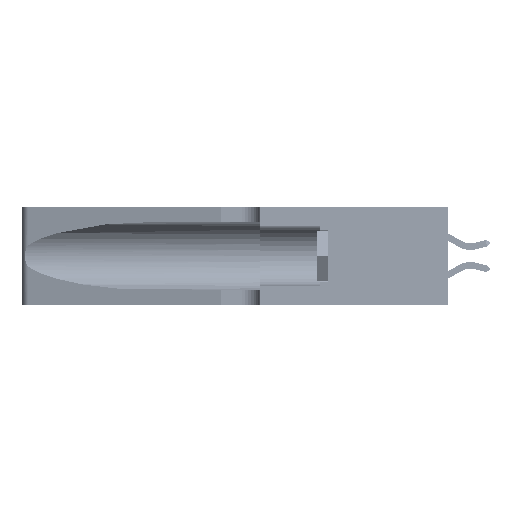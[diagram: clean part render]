
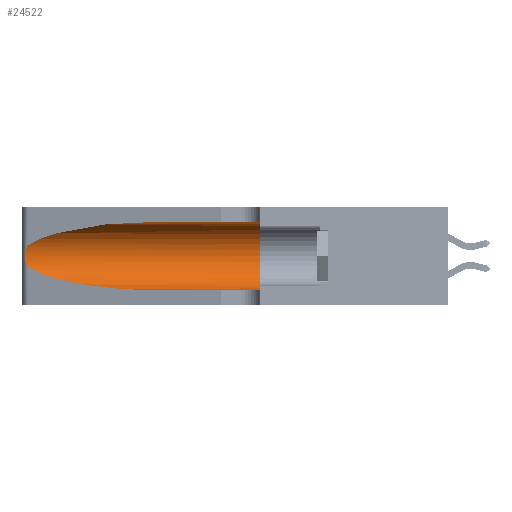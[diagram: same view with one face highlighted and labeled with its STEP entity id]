
A CAD part, left-side view. The second image highlights one B-rep face of the part: STEP entity #24522.
In plain terms, the highlighted cylindrical face has radius 3.308 mm (diameter 6.617 mm), a partial arc.
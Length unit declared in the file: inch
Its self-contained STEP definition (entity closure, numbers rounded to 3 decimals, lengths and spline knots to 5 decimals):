
#422 = EDGE_CURVE ( 'NONE', #27139, #22143, #19518, .T. ) ;
#666 = AXIS2_PLACEMENT_3D ( 'NONE', #27018, #23342, #48074 ) ;
#2136 = CARTESIAN_POINT ( 'NONE',  ( 0.1305, 0.72297, 0.31525 ) ) ;
#2365 = EDGE_CURVE ( 'NONE', #3009, #21995, #33711, .T. ) ;
#2484 = CARTESIAN_POINT ( 'NONE',  ( 0.1305, 1.61858, 0.05475 ) ) ;
#3009 = VERTEX_POINT ( 'NONE', #7588 ) ;
#3912 = DIRECTION ( 'NONE',  ( 0., 0., -1. ) ) ;
#4725 = CARTESIAN_POINT ( 'NONE',  ( 0.1305, 0.72297, 0.31525 ) ) ;
#7588 = CARTESIAN_POINT ( 'NONE',  ( 0.1305, 0.72297, 0.05475 ) ) ;
#8181 = EDGE_CURVE ( 'NONE', #27139, #14834, #32034, .T. ) ;
#9942 = CARTESIAN_POINT ( 'NONE',  ( 0.25854, 1.2359, 0.20912 ) ) ;
#10029 = EDGE_CURVE ( 'NONE', #14834, #21995, #42898, .T. ) ;
#10071 =( BOUNDED_CURVE ( )  B_SPLINE_CURVE ( 3, ( #25942, #21719, #42764, #51088 ),
 .UNSPECIFIED., .F., .F. ) 
 B_SPLINE_CURVE_WITH_KNOTS ( ( 4, 4 ),
 ( 3.44316, 4.71239 ),
 .UNSPECIFIED. ) 
 CURVE ( )  GEOMETRIC_REPRESENTATION_ITEM ( )  RATIONAL_B_SPLINE_CURVE ( ( 1., 0.87, 0.87, 1. ) ) 
 REPRESENTATION_ITEM ( '' )  );
#12042 = VECTOR ( 'NONE', #32079, 39.37008 ) ;
#12951 = VECTOR ( 'NONE', #22619, 39.37008 ) ;
#13131 = CARTESIAN_POINT ( 'NONE',  ( 0.25487, 1.22718, 0.14631 ) ) ;
#14834 = VERTEX_POINT ( 'NONE', #52563 ) ;
#15157 = EDGE_LOOP ( 'NONE', ( #36381, #40530, #28284, #22263, #46769, #20666 ) ) ;
#16941 = EDGE_CURVE ( 'NONE', #22143, #25717, #43997, .T. ) ;
#18022 = CARTESIAN_POINT ( 'NONE',  ( 0.25555, 1.22993, 0.14849 ) ) ;
#18195 = CARTESIAN_POINT ( 'NONE',  ( 0.25555, 1.22994, 0.2215 ) ) ;
#18380 = CARTESIAN_POINT ( 'NONE',  ( 0.25639, 1.23186, 0.15144 ) ) ;
#19518 =( BOUNDED_CURVE ( )  B_SPLINE_CURVE ( 3, ( #2136, #44855, #48936, #48561 ),
 .UNSPECIFIED., .F., .T. ) 
 B_SPLINE_CURVE_WITH_KNOTS ( ( 4, 4 ),
 ( 1.5708, 2.84003 ),
 .UNSPECIFIED. ) 
 CURVE ( )  GEOMETRIC_REPRESENTATION_ITEM ( )  RATIONAL_B_SPLINE_CURVE ( ( 1., 0.87, 0.87, 1. ) ) 
 REPRESENTATION_ITEM ( '' )  );
#20666 = ORIENTED_EDGE ( 'NONE', *, *, #8181, .F. ) ;
#20795 = DIRECTION ( 'NONE',  ( 0., -1., 0. ) ) ;
#21029 = CARTESIAN_POINT ( 'NONE',  ( 0.1305, 0.35, 0.05475 ) ) ;
#21719 = CARTESIAN_POINT ( 'NONE',  ( 0.2373, 1.15595, 0.08982 ) ) ;
#21995 = VERTEX_POINT ( 'NONE', #21029 ) ;
#22143 = VERTEX_POINT ( 'NONE', #42972 ) ;
#22228 = CARTESIAN_POINT ( 'NONE',  ( 0.25856, 1.23593, 0.16098 ) ) ;
#22263 = ORIENTED_EDGE ( 'NONE', *, *, #2365, .T. ) ;
#22602 = CARTESIAN_POINT ( 'NONE',  ( 0.25487, 1.22718, 0.22369 ) ) ;
#22619 = DIRECTION ( 'NONE',  ( 0., -1., 0. ) ) ;
#22954 = CARTESIAN_POINT ( 'NONE',  ( 0.26075, 1.23896, 0.19203 ) ) ;
#23342 = DIRECTION ( 'NONE',  ( 0., 1., 0. ) ) ;
#24522 = ADVANCED_FACE ( 'NONE', ( #37275 ), #35329, .F. ) ;
#25717 = VERTEX_POINT ( 'NONE', #13131 ) ;
#25942 = CARTESIAN_POINT ( 'NONE',  ( 0.25487, 1.22718, 0.14631 ) ) ;
#27018 = CARTESIAN_POINT ( 'NONE',  ( 0.1305, 0.35, 0.185 ) ) ;
#27139 = VERTEX_POINT ( 'NONE', #4725 ) ;
#28284 = ORIENTED_EDGE ( 'NONE', *, *, #48890, .T. ) ;
#32034 = LINE ( 'NONE', #47553, #12951 ) ;
#32079 = DIRECTION ( 'NONE',  ( 0., -1., 0. ) ) ;
#33711 = LINE ( 'NONE', #2484, #12042 ) ;
#35329 = CYLINDRICAL_SURFACE ( 'NONE', #54168, 0.13025 ) ;
#36381 = ORIENTED_EDGE ( 'NONE', *, *, #422, .T. ) ;
#37275 = FACE_OUTER_BOUND ( 'NONE', #15157, .T. ) ;
#39082 = CARTESIAN_POINT ( 'NONE',  ( 0.25639, 1.23184, 0.21858 ) ) ;
#39260 = CARTESIAN_POINT ( 'NONE',  ( 0.25787, 1.23484, 0.2124 ) ) ;
#40530 = ORIENTED_EDGE ( 'NONE', *, *, #16941, .T. ) ;
#42764 = CARTESIAN_POINT ( 'NONE',  ( 0.18966, 0.96281, 0.05475 ) ) ;
#42898 = CIRCLE ( 'NONE', #666, 0.13025 ) ;
#42972 = CARTESIAN_POINT ( 'NONE',  ( 0.25487, 1.22718, 0.22369 ) ) ;
#43444 = CARTESIAN_POINT ( 'NONE',  ( 0.25789, 1.23486, 0.15765 ) ) ;
#43997 = B_SPLINE_CURVE_WITH_KNOTS ( 'NONE', 3,
 ( #22602, #18195, #39082, #39260, #9942, #51786, #22954, #47353, #47538, #22228, #43444, #18380, #18022, #47712 ),
 .UNSPECIFIED., .F., .F.,
 ( 4, 2, 2, 2, 2, 2, 4 ),
 ( 0., 0.00027, 0.00053, 0.00107, 0.0016, 0.00187, 0.00214 ),
 .UNSPECIFIED. ) ;
#44855 = CARTESIAN_POINT ( 'NONE',  ( 0.18966, 0.96281, 0.31525 ) ) ;
#45712 = CARTESIAN_POINT ( 'NONE',  ( 0.1305, 1.61858, 0.185 ) ) ;
#46769 = ORIENTED_EDGE ( 'NONE', *, *, #10029, .F. ) ;
#47353 = CARTESIAN_POINT ( 'NONE',  ( 0.26075, 1.23896, 0.178 ) ) ;
#47538 = CARTESIAN_POINT ( 'NONE',  ( 0.26017, 1.23833, 0.17102 ) ) ;
#47553 = CARTESIAN_POINT ( 'NONE',  ( 0.1305, 1.61858, 0.31525 ) ) ;
#47712 = CARTESIAN_POINT ( 'NONE',  ( 0.25487, 1.22718, 0.14631 ) ) ;
#48074 = DIRECTION ( 'NONE',  ( 0., 0., 1. ) ) ;
#48561 = CARTESIAN_POINT ( 'NONE',  ( 0.25487, 1.22718, 0.22369 ) ) ;
#48890 = EDGE_CURVE ( 'NONE', #25717, #3009, #10071, .T. ) ;
#48936 = CARTESIAN_POINT ( 'NONE',  ( 0.2373, 1.15595, 0.28018 ) ) ;
#51088 = CARTESIAN_POINT ( 'NONE',  ( 0.1305, 0.72297, 0.05475 ) ) ;
#51786 = CARTESIAN_POINT ( 'NONE',  ( 0.26018, 1.23835, 0.19895 ) ) ;
#52563 = CARTESIAN_POINT ( 'NONE',  ( 0.1305, 0.35, 0.31525 ) ) ;
#54168 = AXIS2_PLACEMENT_3D ( 'NONE', #45712, #20795, #3912 ) ;
